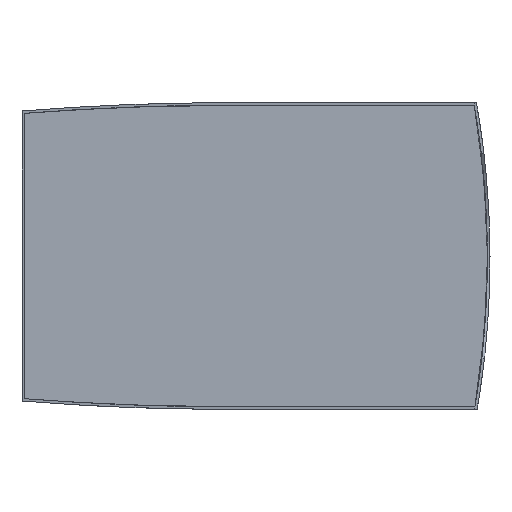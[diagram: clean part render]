
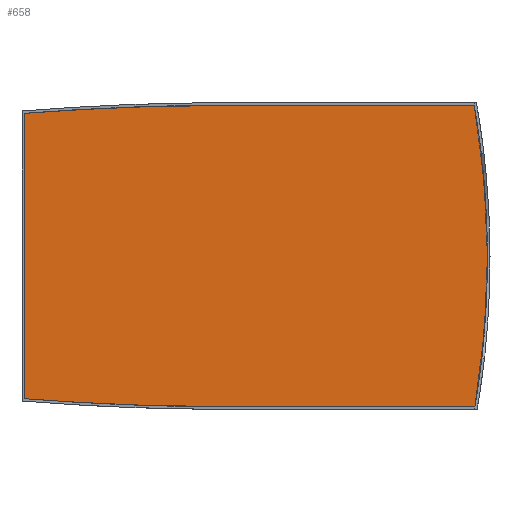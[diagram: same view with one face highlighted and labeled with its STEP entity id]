
A CAD part, top view. The second image highlights one B-rep face of the part: STEP entity #658.
In plain terms, the highlighted planar face has unit normal (0, 0, 1).
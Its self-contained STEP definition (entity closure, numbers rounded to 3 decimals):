
#32=CIRCLE('',#714,3490.);
#39=CIRCLE('',#733,9990.);
#40=CIRCLE('',#734,9990.);
#93=FACE_OUTER_BOUND('',#133,.T.);
#133=EDGE_LOOP('',(#565,#566,#567,#568,#569,#570));
#187=LINE('',#1445,#242);
#188=LINE('',#1448,#243);
#189=LINE('',#1450,#244);
#242=VECTOR('',#898,10.);
#243=VECTOR('',#901,10.);
#244=VECTOR('',#902,10.);
#301=VERTEX_POINT('',#1387);
#302=VERTEX_POINT('',#1389);
#319=VERTEX_POINT('',#1443);
#320=VERTEX_POINT('',#1444);
#321=VERTEX_POINT('',#1446);
#322=VERTEX_POINT('',#1449);
#381=EDGE_CURVE('',#302,#301,#32,.T.);
#408=EDGE_CURVE('',#319,#320,#187,.T.);
#409=EDGE_CURVE('',#320,#321,#39,.T.);
#410=EDGE_CURVE('',#321,#302,#188,.T.);
#411=EDGE_CURVE('',#322,#301,#189,.F.);
#412=EDGE_CURVE('',#322,#319,#40,.T.);
#565=ORIENTED_EDGE('',*,*,#408,.T.);
#566=ORIENTED_EDGE('',*,*,#409,.T.);
#567=ORIENTED_EDGE('',*,*,#410,.T.);
#568=ORIENTED_EDGE('',*,*,#381,.T.);
#569=ORIENTED_EDGE('',*,*,#411,.F.);
#570=ORIENTED_EDGE('',*,*,#412,.T.);
#626=PLANE('',#732);
#658=ADVANCED_FACE('',(#93),#626,.F.);
#714=AXIS2_PLACEMENT_3D('',#1390,#842,#843);
#732=AXIS2_PLACEMENT_3D('',#1442,#896,#897);
#733=AXIS2_PLACEMENT_3D('',#1447,#899,#900);
#734=AXIS2_PLACEMENT_3D('',#1451,#903,#904);
#842=DIRECTION('center_axis',(0.,0.,
1.));
#843=DIRECTION('ref_axis',(0.986,-0.169,0.));
#896=DIRECTION('center_axis',(0.,0.,
-1.));
#897=DIRECTION('ref_axis',(-1.,0.,0.));
#898=DIRECTION('',(0.,-1.,0.));
#899=DIRECTION('center_axis',(0.,0.,
1.));
#900=DIRECTION('ref_axis',(-0.081,-0.997,0.));
#901=DIRECTION('',(1.,0.,0.));
#902=DIRECTION('',(-1.,0.,0.));
#903=DIRECTION('center_axis',(0.,0.,
1.));
#904=DIRECTION('ref_axis',(0.,1.,0.));
#1387=CARTESIAN_POINT('',(632.077,590.,18.406));
#1389=CARTESIAN_POINT('',(634.799,-590.,18.406));
#1390=CARTESIAN_POINT('Origin',(-2806.32,-7.936,18.406));
#1442=CARTESIAN_POINT('Origin',(-230.938,-0.266,18.406));
#1443=CARTESIAN_POINT('',(-1127.445,558.252,18.406));
#1444=CARTESIAN_POINT('',(-1127.445,-558.252,18.406));
#1445=CARTESIAN_POINT('',(-1127.445,283.607,18.406));
#1446=CARTESIAN_POINT('',(-331.628,-590.,18.406));
#1447=CARTESIAN_POINT('Origin',(-331.628,9400.,18.406));
#1448=CARTESIAN_POINT('',(-281.283,-590.,18.406));
#1449=CARTESIAN_POINT('',(-331.628,590.,18.406));
#1450=CARTESIAN_POINT('',(204.77,590.,18.406));
#1451=CARTESIAN_POINT('Origin',(-331.628,-9400.,18.406));
